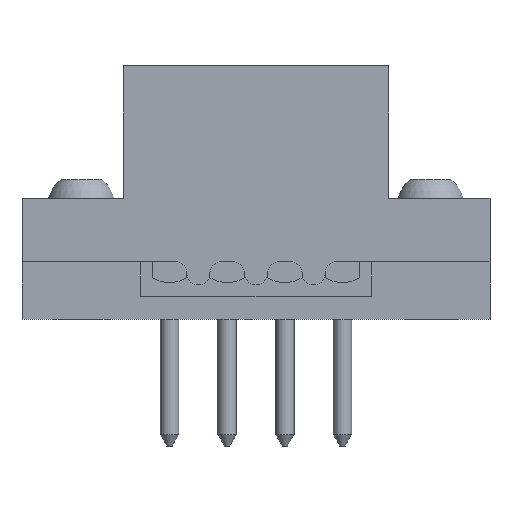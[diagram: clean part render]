
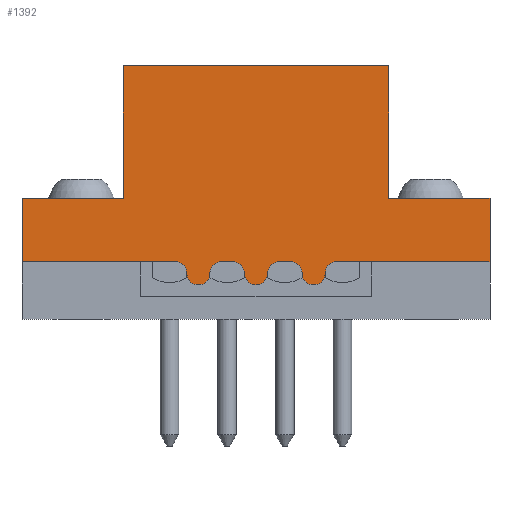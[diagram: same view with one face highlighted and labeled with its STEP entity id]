
A CAD part, left-side view. The second image highlights one B-rep face of the part: STEP entity #1392.
In plain terms, the highlighted planar face has unit normal (-1, 0, 0).
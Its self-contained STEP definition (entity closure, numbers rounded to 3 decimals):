
#1392=ADVANCED_FACE('',(#2778),#2780,.T.);
#2778=FACE_BOUND('',#2779,.T.);
#2779=EDGE_LOOP('',(#3562,#3563,#3564,#3565,#3566,#3567,#3568,#3569,#3570,#3571,
#3572,#3573,#3574,#3575,#3576,#3577,#3578,#3579,#3580,#3581));
#2780=PLANE('',#2781);
#2781=AXIS2_PLACEMENT_3D('',#2782,#2783,#2784);
#2782=CARTESIAN_POINT('',(-8.75,20.3,5.));
#2783=DIRECTION('',(-1.,0.,0.));
#2784=DIRECTION('',(0.,-1.,0.));
#3562=ORIENTED_EDGE('',*,*,#4022,.F.);
#3563=ORIENTED_EDGE('',*,*,#4023,.F.);
#3564=ORIENTED_EDGE('',*,*,#4024,.T.);
#3565=ORIENTED_EDGE('',*,*,#4025,.F.);
#3566=ORIENTED_EDGE('',*,*,#4026,.F.);
#3567=ORIENTED_EDGE('',*,*,#4027,.F.);
#3568=ORIENTED_EDGE('',*,*,#4028,.T.);
#3569=ORIENTED_EDGE('',*,*,#4029,.T.);
#3570=ORIENTED_EDGE('',*,*,#4030,.F.);
#3571=ORIENTED_EDGE('',*,*,#4031,.T.);
#3572=ORIENTED_EDGE('',*,*,#4032,.F.);
#3573=ORIENTED_EDGE('',*,*,#4033,.F.);
#3574=ORIENTED_EDGE('',*,*,#4034,.F.);
#3575=ORIENTED_EDGE('',*,*,#4035,.F.);
#3576=ORIENTED_EDGE('',*,*,#4036,.T.);
#3577=ORIENTED_EDGE('',*,*,#4037,.F.);
#3578=ORIENTED_EDGE('',*,*,#4038,.F.);
#3579=ORIENTED_EDGE('',*,*,#4039,.F.);
#3580=ORIENTED_EDGE('',*,*,#4040,.T.);
#3581=ORIENTED_EDGE('',*,*,#4041,.F.);
#4022=EDGE_CURVE('',#4501,#4502,#4503,.F.);
#4023=EDGE_CURVE('',#4504,#4501,#4505,.F.);
#4024=EDGE_CURVE('',#4504,#4506,#4507,.T.);
#4025=EDGE_CURVE('',#4508,#4506,#4509,.F.);
#4026=EDGE_CURVE('',#4510,#4508,#4511,.F.);
#4027=EDGE_CURVE('',#4512,#4510,#4513,.F.);
#4028=EDGE_CURVE('',#4512,#4514,#4515,.T.);
#4029=EDGE_CURVE('',#4514,#4516,#4517,.T.);
#4030=EDGE_CURVE('',#4518,#4516,#4519,.T.);
#4031=EDGE_CURVE('',#4518,#4520,#4521,.T.);
#4032=EDGE_CURVE('',#4522,#4520,#4523,.T.);
#4033=EDGE_CURVE('',#4524,#4522,#4525,.T.);
#4034=EDGE_CURVE('',#4526,#4524,#4527,.T.);
#4035=EDGE_CURVE('',#4528,#4526,#4529,.T.);
#4036=EDGE_CURVE('',#4528,#4530,#4531,.T.);
#4037=EDGE_CURVE('',#4532,#4530,#4533,.F.);
#4038=EDGE_CURVE('',#4534,#4532,#4535,.F.);
#4039=EDGE_CURVE('',#4536,#4534,#4537,.F.);
#4040=EDGE_CURVE('',#4536,#4538,#4539,.T.);
#4041=EDGE_CURVE('',#4502,#4538,#4540,.F.);
#4501=VERTEX_POINT('',#6207);
#4502=VERTEX_POINT('',#6208);
#4503=CIRCLE('',#6209,1.);
#4504=VERTEX_POINT('',#6213);
#4505=CIRCLE('',#6214,1.);
#4506=VERTEX_POINT('',#6218);
#4507=LINE('',#6219,#6220);
#4508=VERTEX_POINT('',#6222);
#4509=CIRCLE('',#6223,1.);
#4510=VERTEX_POINT('',#6227);
#4511=CIRCLE('',#6228,1.);
#4512=VERTEX_POINT('',#6232);
#4513=CIRCLE('',#6233,1.);
#4514=VERTEX_POINT('',#6237);
#4515=LINE('',#6238,#6239);
#4516=VERTEX_POINT('',#6241);
#4517=LINE('',#6242,#6243);
#4518=VERTEX_POINT('',#6245);
#4519=LINE('',#6246,#6247);
#4520=VERTEX_POINT('',#6249);
#4521=LINE('',#6250,#6251);
#4522=VERTEX_POINT('',#6253);
#4523=LINE('',#6254,#6255);
#4524=VERTEX_POINT('',#6257);
#4525=LINE('',#6258,#6259);
#4526=VERTEX_POINT('',#6261);
#4527=LINE('',#6262,#6263);
#4528=VERTEX_POINT('',#6265);
#4529=LINE('',#6266,#6267);
#4530=VERTEX_POINT('',#6269);
#4531=LINE('',#6270,#6271);
#4532=VERTEX_POINT('',#6273);
#4533=CIRCLE('',#6274,1.);
#4534=VERTEX_POINT('',#6278);
#4535=CIRCLE('',#6279,1.);
#4536=VERTEX_POINT('',#6283);
#4537=CIRCLE('',#6284,1.);
#4538=VERTEX_POINT('',#6288);
#4539=LINE('',#6289,#6290);
#4540=CIRCLE('',#6292,1.);
#6207=CARTESIAN_POINT('',(-8.75,-1.,4.));
#6208=CARTESIAN_POINT('',(-8.75,1.,4.));
#6209=AXIS2_PLACEMENT_3D('',#6210,#6211,#6212);
#6210=CARTESIAN_POINT('',(-8.75,0.,4.));
#6211=DIRECTION('',(-1.,0.,0.));
#6212=DIRECTION('',(0.,1.,0.));
#6213=CARTESIAN_POINT('',(-8.75,-2.,5.));
#6214=AXIS2_PLACEMENT_3D('',#6215,#6216,#6217);
#6215=CARTESIAN_POINT('',(-8.75,-2.,4.));
#6216=DIRECTION('',(1.,0.,-0.));
#6217=DIRECTION('',(0.,1.,0.));
#6218=CARTESIAN_POINT('',(-8.75,-3.,5.));
#6219=CARTESIAN_POINT('',(-8.75,-2.,5.));
#6220=VECTOR('',#6221,1.);
#6221=DIRECTION('',(0.,-1.,0.));
#6222=CARTESIAN_POINT('',(-8.75,-4.,4.));
#6223=AXIS2_PLACEMENT_3D('',#6224,#6225,#6226);
#6224=CARTESIAN_POINT('',(-8.75,-3.,4.));
#6225=DIRECTION('',(1.,0.,0.));
#6226=DIRECTION('',(0.,0.,1.));
#6227=CARTESIAN_POINT('',(-8.75,-6.,4.));
#6228=AXIS2_PLACEMENT_3D('',#6229,#6230,#6231);
#6229=CARTESIAN_POINT('',(-8.75,-5.,4.));
#6230=DIRECTION('',(-1.,0.,0.));
#6231=DIRECTION('',(0.,1.,0.));
#6232=CARTESIAN_POINT('',(-8.75,-7.,5.));
#6233=AXIS2_PLACEMENT_3D('',#6234,#6235,#6236);
#6234=CARTESIAN_POINT('',(-8.75,-7.,4.));
#6235=DIRECTION('',(1.,0.,0.));
#6236=DIRECTION('',(0.,1.,0.));
#6237=CARTESIAN_POINT('',(-8.75,-20.3,5.));
#6238=CARTESIAN_POINT('',(-8.75,-7.,5.));
#6239=VECTOR('',#6240,1.);
#6240=DIRECTION('',(0.,-1.,0.));
#6241=CARTESIAN_POINT('',(-8.75,-20.3,10.5));
#6242=CARTESIAN_POINT('',(-8.75,-20.3,5.));
#6243=VECTOR('',#6244,1.);
#6244=DIRECTION('',(0.,0.,1.));
#6245=CARTESIAN_POINT('',(-8.75,-11.5,10.5));
#6246=CARTESIAN_POINT('',(-8.75,-11.5,10.5));
#6247=VECTOR('',#6248,1.);
#6248=DIRECTION('',(0.,-1.,0.));
#6249=CARTESIAN_POINT('',(-8.75,-11.5,22.));
#6250=CARTESIAN_POINT('',(-8.75,-11.5,10.5));
#6251=VECTOR('',#6252,1.);
#6252=DIRECTION('',(0.,0.,1.));
#6253=CARTESIAN_POINT('',(-8.75,11.5,22.));
#6254=CARTESIAN_POINT('',(-8.75,11.5,22.));
#6255=VECTOR('',#6256,1.);
#6256=DIRECTION('',(0.,-1.,0.));
#6257=CARTESIAN_POINT('',(-8.75,11.5,10.5));
#6258=CARTESIAN_POINT('',(-8.75,11.5,10.5));
#6259=VECTOR('',#6260,1.);
#6260=DIRECTION('',(0.,0.,1.));
#6261=CARTESIAN_POINT('',(-8.75,20.3,10.5));
#6262=CARTESIAN_POINT('',(-8.75,20.3,10.5));
#6263=VECTOR('',#6264,1.);
#6264=DIRECTION('',(0.,-1.,0.));
#6265=CARTESIAN_POINT('',(-8.75,20.3,5.));
#6266=CARTESIAN_POINT('',(-8.75,20.3,5.));
#6267=VECTOR('',#6268,1.);
#6268=DIRECTION('',(0.,0.,1.));
#6269=CARTESIAN_POINT('',(-8.75,7.,5.));
#6270=CARTESIAN_POINT('',(-8.75,20.3,5.));
#6271=VECTOR('',#6272,1.);
#6272=DIRECTION('',(0.,-1.,0.));
#6273=CARTESIAN_POINT('',(-8.75,6.,4.));
#6274=AXIS2_PLACEMENT_3D('',#6275,#6276,#6277);
#6275=CARTESIAN_POINT('',(-8.75,7.,4.));
#6276=DIRECTION('',(1.,0.,0.));
#6277=DIRECTION('',(0.,0.,1.));
#6278=CARTESIAN_POINT('',(-8.75,4.,4.));
#6279=AXIS2_PLACEMENT_3D('',#6280,#6281,#6282);
#6280=CARTESIAN_POINT('',(-8.75,5.,4.));
#6281=DIRECTION('',(-1.,0.,0.));
#6282=DIRECTION('',(0.,1.,0.));
#6283=CARTESIAN_POINT('',(-8.75,3.,5.));
#6284=AXIS2_PLACEMENT_3D('',#6285,#6286,#6287);
#6285=CARTESIAN_POINT('',(-8.75,3.,4.));
#6286=DIRECTION('',(1.,0.,-0.));
#6287=DIRECTION('',(0.,1.,0.));
#6288=CARTESIAN_POINT('',(-8.75,2.,5.));
#6289=CARTESIAN_POINT('',(-8.75,3.,5.));
#6290=VECTOR('',#6291,1.);
#6291=DIRECTION('',(0.,-1.,0.));
#6292=AXIS2_PLACEMENT_3D('',#6293,#6294,#6295);
#6293=CARTESIAN_POINT('',(-8.75,2.,4.));
#6294=DIRECTION('',(1.,0.,0.));
#6295=DIRECTION('',(0.,0.,1.));
